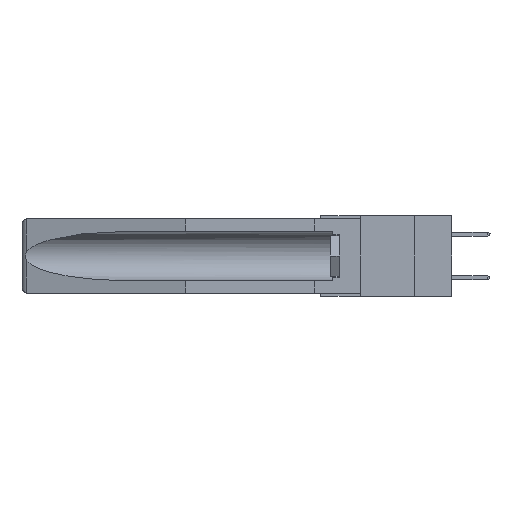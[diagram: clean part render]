
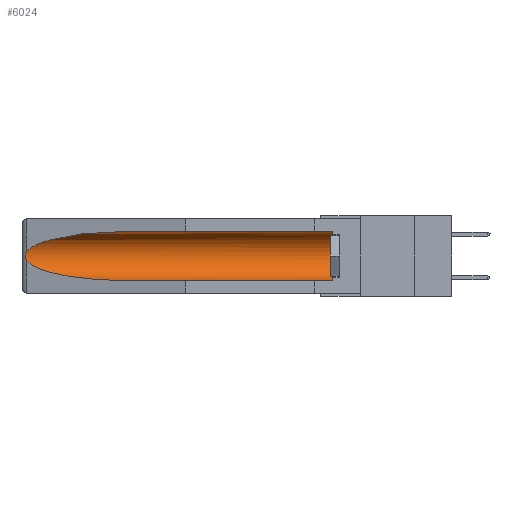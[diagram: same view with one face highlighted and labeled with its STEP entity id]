
A CAD part, left-side view. The second image highlights one B-rep face of the part: STEP entity #6024.
In plain terms, the highlighted cylindrical face has radius 2.857 mm (diameter 5.715 mm), a partial arc.
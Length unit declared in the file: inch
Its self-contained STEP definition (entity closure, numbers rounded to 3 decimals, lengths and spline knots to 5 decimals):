
#137 = CARTESIAN_POINT ( 'NONE',  ( 0.26597, 1.5296, -0.19026 ) ) ;
#289 = DIRECTION ( 'NONE',  ( 0., 0., 1. ) ) ;
#480 = EDGE_CURVE ( 'NONE', #10831, #5307, #13359, .T. ) ;
#676 = CARTESIAN_POINT ( 'NONE',  ( 0.26537, 1.52718, -0.14972 ) ) ;
#1101 = EDGE_LOOP ( 'NONE', ( #20714, #6849, #15555, #20694, #9520, #4257 ) ) ;
#1291 = CARTESIAN_POINT ( 'NONE',  ( 0.26537, 1.52718, -0.19328 ) ) ;
#1928 = CARTESIAN_POINT ( 'NONE',  ( 0.25451, 1.48313, -0.24835 ) ) ;
#2084 = CARTESIAN_POINT ( 'NONE',  ( 0.2673, 1.5327, -0.16383 ) ) ;
#2160 = CARTESIAN_POINT ( 'NONE',  ( 0.26537, 1.52718, -0.14972 ) ) ;
#2691 = CYLINDRICAL_SURFACE ( 'NONE', #3818, 0.1125 ) ;
#3818 = AXIS2_PLACEMENT_3D ( 'NONE', #16500, #11388, #289 ) ;
#3895 = CARTESIAN_POINT ( 'NONE',  ( 0.26655, 1.53094, -0.18657 ) ) ;
#4188 = CARTESIAN_POINT ( 'NONE',  ( 0.25451, 1.48313, -0.09465 ) ) ;
#4257 = ORIENTED_EDGE ( 'NONE', *, *, #480, .T. ) ;
#4960 = DIRECTION ( 'NONE',  ( 0., 0., 1. ) ) ;
#5307 = VERTEX_POINT ( 'NONE', #10652 ) ;
#5333 = CARTESIAN_POINT ( 'NONE',  ( 0.26537, 1.52718, -0.19328 ) ) ;
#6024 = ADVANCED_FACE ( 'NONE', ( #8056 ), #2691, .F. ) ;
#6702 = CARTESIAN_POINT ( 'NONE',  ( 0.155, 1.07973, -0.284 ) ) ;
#6849 = ORIENTED_EDGE ( 'NONE', *, *, #13554, .T. ) ;
#7056 = VERTEX_POINT ( 'NONE', #15003 ) ;
#7125 = CARTESIAN_POINT ( 'NONE',  ( 0.2675, 1.53308, -0.16763 ) ) ;
#7429 = EDGE_CURVE ( 'NONE', #7056, #21920, #17444, .T. ) ;
#7581 = DIRECTION ( 'NONE',  ( 0., 1., 0. ) ) ;
#8056 = FACE_OUTER_BOUND ( 'NONE', #1101, .T. ) ;
#8533 = EDGE_CURVE ( 'NONE', #14539, #21920, #15751, .T. ) ;
#9083 = CARTESIAN_POINT ( 'NONE',  ( 0.21114, 1.30732, -0.059 ) ) ;
#9520 = ORIENTED_EDGE ( 'NONE', *, *, #21679, .T. ) ;
#9587 = VERTEX_POINT ( 'NONE', #676 ) ;
#9659 = CARTESIAN_POINT ( 'NONE',  ( 0.26537, 1.52718, -0.19328 ) ) ;
#10411 = CARTESIAN_POINT ( 'NONE',  ( 0.2673, 1.53269, -0.17917 ) ) ;
#10637 = CARTESIAN_POINT ( 'NONE',  ( 0.26654, 1.53092, -0.15636 ) ) ;
#10652 = CARTESIAN_POINT ( 'NONE',  ( 0.155, 1.07973, -0.059 ) ) ;
#10831 = VERTEX_POINT ( 'NONE', #22089 ) ;
#10868 = CARTESIAN_POINT ( 'NONE',  ( 0.26537, 1.52718, -0.14972 ) ) ;
#11388 = DIRECTION ( 'NONE',  ( 0., 1., 0. ) ) ;
#12544 = CIRCLE ( 'NONE', #17847, 0.1125 ) ;
#12822 = CARTESIAN_POINT ( 'NONE',  ( 0.155, 1.07973, -0.059 ) ) ;
#13359 = LINE ( 'NONE', #15897, #17957 ) ;
#13519 = DIRECTION ( 'NONE',  ( 0., -1., 0. ) ) ;
#13554 = EDGE_CURVE ( 'NONE', #9587, #14539, #19491, .T. ) ;
#13866 = DIRECTION ( 'NONE',  ( 0., 1., 0. ) ) ;
#14171 = CARTESIAN_POINT ( 'NONE',  ( 0.2675, 1.53308, -0.17534 ) ) ;
#14185 = CARTESIAN_POINT ( 'NONE',  ( 0.155, -0.30754, -0.284 ) ) ;
#14361 = CARTESIAN_POINT ( 'NONE',  ( 0.21114, 1.30732, -0.284 ) ) ;
#14539 = VERTEX_POINT ( 'NONE', #9659 ) ;
#15003 = CARTESIAN_POINT ( 'NONE',  ( 0.155, 0.126, -0.284 ) ) ;
#15555 = ORIENTED_EDGE ( 'NONE', *, *, #8533, .T. ) ;
#15751 =( BOUNDED_CURVE ( )  B_SPLINE_CURVE ( 3, ( #1291, #1928, #14361, #6702 ),
 .UNSPECIFIED., .F., .F. ) 
 B_SPLINE_CURVE_WITH_KNOTS ( ( 4, 4 ),
 ( 0.1948, 1.5708 ),
 .UNSPECIFIED. ) 
 CURVE ( )  GEOMETRIC_REPRESENTATION_ITEM ( )  RATIONAL_B_SPLINE_CURVE ( ( 1., 0.848, 0.848, 1. ) ) 
 REPRESENTATION_ITEM ( '' )  );
#15897 = CARTESIAN_POINT ( 'NONE',  ( 0.155, -0.30754, -0.059 ) ) ;
#16187 =( BOUNDED_CURVE ( )  B_SPLINE_CURVE ( 3, ( #12822, #9083, #4188, #10868 ),
 .UNSPECIFIED., .F., .F. ) 
 B_SPLINE_CURVE_WITH_KNOTS ( ( 4, 4 ),
 ( 4.71239, 6.08839 ),
 .UNSPECIFIED. ) 
 CURVE ( )  GEOMETRIC_REPRESENTATION_ITEM ( )  RATIONAL_B_SPLINE_CURVE ( ( 1., 0.848, 0.848, 1. ) ) 
 REPRESENTATION_ITEM ( '' )  );
#16354 = VECTOR ( 'NONE', #7581, 39.37008 ) ;
#16500 = CARTESIAN_POINT ( 'NONE',  ( 0.155, -0.30754, -0.1715 ) ) ;
#17424 = CARTESIAN_POINT ( 'NONE',  ( 0.26597, 1.52961, -0.15275 ) ) ;
#17444 = LINE ( 'NONE', #14185, #16354 ) ;
#17847 = AXIS2_PLACEMENT_3D ( 'NONE', #22137, #13519, #4960 ) ;
#17957 = VECTOR ( 'NONE', #13866, 39.37008 ) ;
#19491 = B_SPLINE_CURVE_WITH_KNOTS ( 'NONE', 3,
 ( #2160, #17424, #10637, #2084, #7125, #14171, #10411, #3895, #137, #5333 ),
 .UNSPECIFIED., .F., .F.,
 ( 4, 2, 2, 2, 4 ),
 ( 0., 0.00029, 0.00058, 0.00087, 0.00117 ),
 .UNSPECIFIED. ) ;
#19614 = CARTESIAN_POINT ( 'NONE',  ( 0.155, 1.07973, -0.284 ) ) ;
#20694 = ORIENTED_EDGE ( 'NONE', *, *, #7429, .F. ) ;
#20714 = ORIENTED_EDGE ( 'NONE', *, *, #21964, .T. ) ;
#21679 = EDGE_CURVE ( 'NONE', #7056, #10831, #12544, .T. ) ;
#21920 = VERTEX_POINT ( 'NONE', #19614 ) ;
#21964 = EDGE_CURVE ( 'NONE', #5307, #9587, #16187, .T. ) ;
#22089 = CARTESIAN_POINT ( 'NONE',  ( 0.155, 0.126, -0.059 ) ) ;
#22137 = CARTESIAN_POINT ( 'NONE',  ( 0.155, 0.126, -0.1715 ) ) ;
